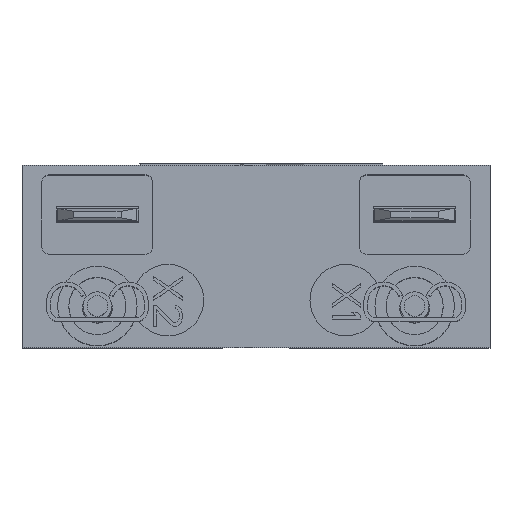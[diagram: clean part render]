
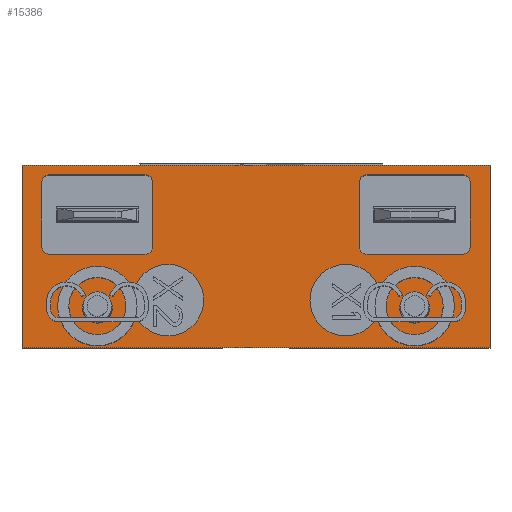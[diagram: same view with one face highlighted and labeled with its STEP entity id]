
A CAD part, top view. The second image highlights one B-rep face of the part: STEP entity #15386.
In plain terms, the highlighted planar face has unit normal (0, 0, 1).
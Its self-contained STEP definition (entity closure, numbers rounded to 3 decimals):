
#2183=DIRECTION('',(0.,-1.,0.));
#2184=VECTOR('',#2183,11.5);
#2185=CARTESIAN_POINT('',(-14.75,11.5,18.8));
#2186=LINE('',#2185,#2184);
#2187=DIRECTION('',(-1.,0.,0.));
#2188=VECTOR('',#2187,29.5);
#2189=CARTESIAN_POINT('',(14.75,11.5,18.8));
#2190=LINE('',#2189,#2188);
#2191=DIRECTION('',(0.,1.,0.));
#2192=VECTOR('',#2191,11.5);
#2193=CARTESIAN_POINT('',(14.75,0.,18.8));
#2194=LINE('',#2193,#2192);
#2195=DIRECTION('',(1.,0.,0.));
#2196=VECTOR('',#2195,29.5);
#2197=CARTESIAN_POINT('',(-14.75,0.,18.8));
#2198=LINE('',#2197,#2196);
#2199=CARTESIAN_POINT('',(-10.,2.5,18.8));
#2200=DIRECTION('',(0.,0.,1.));
#2201=DIRECTION('',(1.,0.,0.));
#2202=AXIS2_PLACEMENT_3D('',#2199,#2200,#2201);
#2204=CARTESIAN_POINT('',(-10.,2.5,18.8));
#2205=DIRECTION('',(0.,0.,1.));
#2206=DIRECTION('',(-1.,0.,0.));
#2207=AXIS2_PLACEMENT_3D('',#2204,#2205,#2206);
#2209=CARTESIAN_POINT('',(10.,2.5,18.8));
#2210=DIRECTION('',(0.,0.,1.));
#2211=DIRECTION('',(1.,0.,0.));
#2212=AXIS2_PLACEMENT_3D('',#2209,#2210,#2211);
#2214=CARTESIAN_POINT('',(10.,2.5,18.8));
#2215=DIRECTION('',(0.,0.,1.));
#2216=DIRECTION('',(-1.,0.,0.));
#2217=AXIS2_PLACEMENT_3D('',#2214,#2215,#2216);
#2219=CARTESIAN_POINT('',(-5.55,3.,18.8));
#2220=DIRECTION('',(0.,0.,1.));
#2221=DIRECTION('',(1.,0.,0.));
#2222=AXIS2_PLACEMENT_3D('',#2219,#2220,#2221);
#2224=CARTESIAN_POINT('',(-5.55,3.,18.8));
#2225=DIRECTION('',(0.,0.,1.));
#2226=DIRECTION('',(-1.,0.,0.));
#2227=AXIS2_PLACEMENT_3D('',#2224,#2225,#2226);
#2229=CARTESIAN_POINT('',(5.65,3.,18.8));
#2230=DIRECTION('',(0.,0.,1.));
#2231=DIRECTION('',(1.,0.,0.));
#2232=AXIS2_PLACEMENT_3D('',#2229,#2230,#2231);
#2234=CARTESIAN_POINT('',(5.65,3.,18.8));
#2235=DIRECTION('',(0.,0.,1.));
#2236=DIRECTION('',(-1.,0.,0.));
#2237=AXIS2_PLACEMENT_3D('',#2234,#2235,#2236);
#2239=CARTESIAN_POINT('',(-13.,10.4,18.8));
#2240=DIRECTION('',(0.,0.,1.));
#2241=DIRECTION('',(0.,1.,0.));
#2242=AXIS2_PLACEMENT_3D('',#2239,#2240,#2241);
#2244=DIRECTION('',(0.,-1.,0.));
#2245=VECTOR('',#2244,4.);
#2246=CARTESIAN_POINT('',(-13.5,10.4,18.8));
#2247=LINE('',#2246,#2245);
#2248=CARTESIAN_POINT('',(-13.,6.4,18.8));
#2249=DIRECTION('',(0.,0.,1.));
#2250=DIRECTION('',(-1.,0.,0.));
#2251=AXIS2_PLACEMENT_3D('',#2248,#2249,#2250);
#2253=DIRECTION('',(1.,0.,0.));
#2254=VECTOR('',#2253,6.);
#2255=CARTESIAN_POINT('',(-13.,5.9,18.8));
#2256=LINE('',#2255,#2254);
#2257=CARTESIAN_POINT('',(-7.,6.4,18.8));
#2258=DIRECTION('',(0.,0.,1.));
#2259=DIRECTION('',(0.,-1.,0.));
#2260=AXIS2_PLACEMENT_3D('',#2257,#2258,#2259);
#2262=DIRECTION('',(0.,1.,0.));
#2263=VECTOR('',#2262,4.);
#2264=CARTESIAN_POINT('',(-6.5,6.4,18.8));
#2265=LINE('',#2264,#2263);
#2266=CARTESIAN_POINT('',(-7.,10.4,18.8));
#2267=DIRECTION('',(0.,0.,1.));
#2268=DIRECTION('',(1.,0.,0.));
#2269=AXIS2_PLACEMENT_3D('',#2266,#2267,#2268);
#2271=DIRECTION('',(-1.,0.,0.));
#2272=VECTOR('',#2271,6.);
#2273=CARTESIAN_POINT('',(-7.,10.9,18.8));
#2274=LINE('',#2273,#2272);
#2275=DIRECTION('',(-1.,0.,0.));
#2276=VECTOR('',#2275,6.);
#2277=CARTESIAN_POINT('',(13.,10.9,18.8));
#2278=LINE('',#2277,#2276);
#2279=CARTESIAN_POINT('',(7.,10.4,18.8));
#2280=DIRECTION('',(0.,0.,1.));
#2281=DIRECTION('',(0.,1.,0.));
#2282=AXIS2_PLACEMENT_3D('',#2279,#2280,#2281);
#2284=DIRECTION('',(0.,-1.,0.));
#2285=VECTOR('',#2284,4.);
#2286=CARTESIAN_POINT('',(6.5,10.4,18.8));
#2287=LINE('',#2286,#2285);
#2288=CARTESIAN_POINT('',(7.,6.4,18.8));
#2289=DIRECTION('',(0.,0.,1.));
#2290=DIRECTION('',(-1.,0.,0.));
#2291=AXIS2_PLACEMENT_3D('',#2288,#2289,#2290);
#2293=DIRECTION('',(1.,0.,0.));
#2294=VECTOR('',#2293,6.);
#2295=CARTESIAN_POINT('',(7.,5.9,18.8));
#2296=LINE('',#2295,#2294);
#2297=CARTESIAN_POINT('',(13.,6.4,18.8));
#2298=DIRECTION('',(0.,0.,1.));
#2299=DIRECTION('',(0.,-1.,0.));
#2300=AXIS2_PLACEMENT_3D('',#2297,#2298,#2299);
#2302=DIRECTION('',(0.,1.,0.));
#2303=VECTOR('',#2302,4.);
#2304=CARTESIAN_POINT('',(13.5,6.4,18.8));
#2305=LINE('',#2304,#2303);
#2306=CARTESIAN_POINT('',(13.,10.4,18.8));
#2307=DIRECTION('',(0.,0.,1.));
#2308=DIRECTION('',(1.,0.,0.));
#2309=AXIS2_PLACEMENT_3D('',#2306,#2307,#2308);
#10474=CARTESIAN_POINT('',(-14.75,11.5,18.8));
#10475=CARTESIAN_POINT('',(-14.75,0.,18.8));
#10476=VERTEX_POINT('',#10474);
#10477=VERTEX_POINT('',#10475);
#10478=CARTESIAN_POINT('',(14.75,0.,18.8));
#10479=VERTEX_POINT('',#10478);
#10480=CARTESIAN_POINT('',(14.75,11.5,18.8));
#10481=VERTEX_POINT('',#10480);
#10482=CARTESIAN_POINT('',(-9.05,2.5,18.8));
#10483=CARTESIAN_POINT('',(-10.95,2.5,18.8));
#10484=VERTEX_POINT('',#10482);
#10485=VERTEX_POINT('',#10483);
#10486=CARTESIAN_POINT('',(10.95,2.5,18.8));
#10487=CARTESIAN_POINT('',(9.05,2.5,18.8));
#10488=VERTEX_POINT('',#10486);
#10489=VERTEX_POINT('',#10487);
#10498=CARTESIAN_POINT('',(-3.3,3.,18.8));
#10499=CARTESIAN_POINT('',(-7.8,3.,18.8));
#10500=VERTEX_POINT('',#10498);
#10501=VERTEX_POINT('',#10499);
#10502=CARTESIAN_POINT('',(7.9,3.,18.8));
#10503=CARTESIAN_POINT('',(3.4,3.,18.8));
#10504=VERTEX_POINT('',#10502);
#10505=VERTEX_POINT('',#10503);
#10774=CARTESIAN_POINT('',(-13.,10.9,18.8));
#10775=CARTESIAN_POINT('',(-13.5,10.4,18.8));
#10776=VERTEX_POINT('',#10774);
#10777=VERTEX_POINT('',#10775);
#10778=CARTESIAN_POINT('',(-13.5,6.4,18.8));
#10779=VERTEX_POINT('',#10778);
#10780=CARTESIAN_POINT('',(-13.,5.9,18.8));
#10781=VERTEX_POINT('',#10780);
#10782=CARTESIAN_POINT('',(-7.,5.9,18.8));
#10783=VERTEX_POINT('',#10782);
#10784=CARTESIAN_POINT('',(-6.5,6.4,18.8));
#10785=VERTEX_POINT('',#10784);
#10786=CARTESIAN_POINT('',(-6.5,10.4,18.8));
#10787=VERTEX_POINT('',#10786);
#10788=CARTESIAN_POINT('',(-7.,10.9,18.8));
#10789=VERTEX_POINT('',#10788);
#10790=CARTESIAN_POINT('',(13.,10.9,18.8));
#10791=CARTESIAN_POINT('',(7.,10.9,18.8));
#10792=VERTEX_POINT('',#10790);
#10793=VERTEX_POINT('',#10791);
#10794=CARTESIAN_POINT('',(6.5,10.4,18.8));
#10795=VERTEX_POINT('',#10794);
#10796=CARTESIAN_POINT('',(6.5,6.4,18.8));
#10797=VERTEX_POINT('',#10796);
#10798=CARTESIAN_POINT('',(7.,5.9,18.8));
#10799=VERTEX_POINT('',#10798);
#10800=CARTESIAN_POINT('',(13.,5.9,18.8));
#10801=VERTEX_POINT('',#10800);
#10802=CARTESIAN_POINT('',(13.5,6.4,18.8));
#10803=VERTEX_POINT('',#10802);
#10804=CARTESIAN_POINT('',(13.5,10.4,18.8));
#10805=VERTEX_POINT('',#10804);
#15316=CARTESIAN_POINT('',(0.,0.,18.8));
#15317=DIRECTION('',(0.,0.,1.));
#15318=DIRECTION('',(1.,0.,0.));
#15319=AXIS2_PLACEMENT_3D('',#15316,#15317,#15318);
#15320=PLANE('',#15319);
#15321=ORIENTED_EDGE('',*,*,#14873,.F.);
#15322=ORIENTED_EDGE('',*,*,#13977,.F.);
#15324=ORIENTED_EDGE('',*,*,#15323,.F.);
#15325=ORIENTED_EDGE('',*,*,#14892,.F.);
#15326=EDGE_LOOP('',(#15321,#15322,#15324,#15325));
#15327=FACE_OUTER_BOUND('',#15326,.F.);
#15328=ORIENTED_EDGE('',*,*,#15296,.T.);
#15329=ORIENTED_EDGE('',*,*,#15310,.T.);
#15330=EDGE_LOOP('',(#15328,#15329));
#15331=FACE_BOUND('',#15330,.F.);
#15333=ORIENTED_EDGE('',*,*,#15332,.T.);
#15335=ORIENTED_EDGE('',*,*,#15334,.T.);
#15336=EDGE_LOOP('',(#15333,#15335));
#15337=FACE_BOUND('',#15336,.F.);
#15339=ORIENTED_EDGE('',*,*,#15338,.T.);
#15341=ORIENTED_EDGE('',*,*,#15340,.T.);
#15342=EDGE_LOOP('',(#15339,#15341));
#15343=FACE_BOUND('',#15342,.F.);
#15345=ORIENTED_EDGE('',*,*,#15344,.T.);
#15347=ORIENTED_EDGE('',*,*,#15346,.T.);
#15348=EDGE_LOOP('',(#15345,#15347));
#15349=FACE_BOUND('',#15348,.F.);
#15351=ORIENTED_EDGE('',*,*,#15350,.T.);
#15353=ORIENTED_EDGE('',*,*,#15352,.T.);
#15355=ORIENTED_EDGE('',*,*,#15354,.T.);
#15357=ORIENTED_EDGE('',*,*,#15356,.T.);
#15359=ORIENTED_EDGE('',*,*,#15358,.T.);
#15361=ORIENTED_EDGE('',*,*,#15360,.T.);
#15363=ORIENTED_EDGE('',*,*,#15362,.T.);
#15365=ORIENTED_EDGE('',*,*,#15364,.T.);
#15366=EDGE_LOOP('',(#15351,#15353,#15355,#15357,#15359,#15361,#15363,#15365));
#15367=FACE_BOUND('',#15366,.F.);
#15369=ORIENTED_EDGE('',*,*,#15368,.T.);
#15371=ORIENTED_EDGE('',*,*,#15370,.T.);
#15373=ORIENTED_EDGE('',*,*,#15372,.T.);
#15375=ORIENTED_EDGE('',*,*,#15374,.T.);
#15377=ORIENTED_EDGE('',*,*,#15376,.T.);
#15379=ORIENTED_EDGE('',*,*,#15378,.T.);
#15381=ORIENTED_EDGE('',*,*,#15380,.T.);
#15383=ORIENTED_EDGE('',*,*,#15382,.T.);
#15384=EDGE_LOOP('',(#15369,#15371,#15373,#15375,#15377,#15379,#15381,#15383));
#15385=FACE_BOUND('',#15384,.F.);
#15386=ADVANCED_FACE('',(#15327,#15331,#15337,#15343,#15349,#15367,#15385),
#15320,.T.);
#2203=CIRCLE('',#2202,0.95);
#2208=CIRCLE('',#2207,0.95);
#2213=CIRCLE('',#2212,0.95);
#2218=CIRCLE('',#2217,0.95);
#2223=CIRCLE('',#2222,2.25);
#2228=CIRCLE('',#2227,2.25);
#2233=CIRCLE('',#2232,2.25);
#2238=CIRCLE('',#2237,2.25);
#2243=CIRCLE('',#2242,0.5);
#2252=CIRCLE('',#2251,0.5);
#2261=CIRCLE('',#2260,0.5);
#2270=CIRCLE('',#2269,0.5);
#2283=CIRCLE('',#2282,0.5);
#2292=CIRCLE('',#2291,0.5);
#2301=CIRCLE('',#2300,0.5);
#2310=CIRCLE('',#2309,0.5);
#13977=EDGE_CURVE('',#10481,#10476,#2190,.T.);
#14873=EDGE_CURVE('',#10476,#10477,#2186,.T.);
#14892=EDGE_CURVE('',#10477,#10479,#2198,.T.);
#15296=EDGE_CURVE('',#10484,#10485,#2203,.T.);
#15310=EDGE_CURVE('',#10485,#10484,#2208,.T.);
#15323=EDGE_CURVE('',#10479,#10481,#2194,.T.);
#15332=EDGE_CURVE('',#10488,#10489,#2213,.T.);
#15334=EDGE_CURVE('',#10489,#10488,#2218,.T.);
#15338=EDGE_CURVE('',#10500,#10501,#2223,.T.);
#15340=EDGE_CURVE('',#10501,#10500,#2228,.T.);
#15344=EDGE_CURVE('',#10504,#10505,#2233,.T.);
#15346=EDGE_CURVE('',#10505,#10504,#2238,.T.);
#15350=EDGE_CURVE('',#10776,#10777,#2243,.T.);
#15352=EDGE_CURVE('',#10777,#10779,#2247,.T.);
#15354=EDGE_CURVE('',#10779,#10781,#2252,.T.);
#15356=EDGE_CURVE('',#10781,#10783,#2256,.T.);
#15358=EDGE_CURVE('',#10783,#10785,#2261,.T.);
#15360=EDGE_CURVE('',#10785,#10787,#2265,.T.);
#15362=EDGE_CURVE('',#10787,#10789,#2270,.T.);
#15364=EDGE_CURVE('',#10789,#10776,#2274,.T.);
#15368=EDGE_CURVE('',#10792,#10793,#2278,.T.);
#15370=EDGE_CURVE('',#10793,#10795,#2283,.T.);
#15372=EDGE_CURVE('',#10795,#10797,#2287,.T.);
#15374=EDGE_CURVE('',#10797,#10799,#2292,.T.);
#15376=EDGE_CURVE('',#10799,#10801,#2296,.T.);
#15378=EDGE_CURVE('',#10801,#10803,#2301,.T.);
#15380=EDGE_CURVE('',#10803,#10805,#2305,.T.);
#15382=EDGE_CURVE('',#10805,#10792,#2310,.T.);
